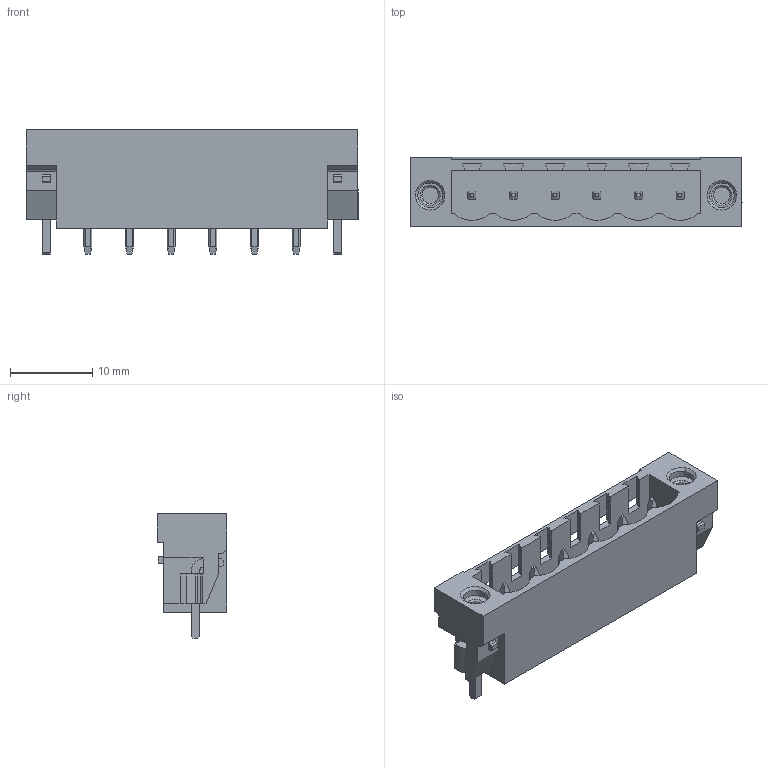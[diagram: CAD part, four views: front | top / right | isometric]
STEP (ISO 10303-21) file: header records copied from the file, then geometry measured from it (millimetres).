
FILE_DESCRIPTION(('CATIA V5 STEP Exchange','CAx-IF Rec.Pracs.--- Model Styling and Organization---1.2---2011-12-15'),'2;1');
FILE_NAME ('D1449105_0', '2018-10-25T03:34:34+00:00', ('none'), ('Weidmueller'), 'CATIA Version 5-6 Release 2014', 'CATIA V5 STEP AP214', 'none');
FILE_SCHEMA(('AUTOMOTIVE_DESIGN { 1 0 10303 214 1 1 1 1 }'));
Length unit declared in the file: millimetre
Products named in the file (1): 1148020000
Bounding box: 40.48 x 8.43 x 15.2 mm (x, y, z)
Volume: 1968.9 mm3; surface area: 3344.4 mm2
Topology: 11 solids, 11 shells, 383 faces, 1110 edges, 737 vertices
Faces by surface type: plane 293, cylinder 78, cone 12
Entity records: 11741 total; most frequent: CARTESIAN_POINT 2421, ORIENTED_EDGE 2220, DIRECTION 1440, EDGE_CURVE 1110, VECTOR 846, LINE 846, VERTEX_POINT 737, EDGE_LOOP 407
